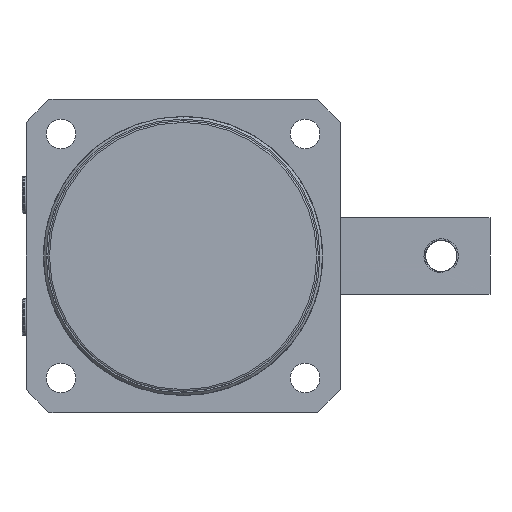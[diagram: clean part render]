
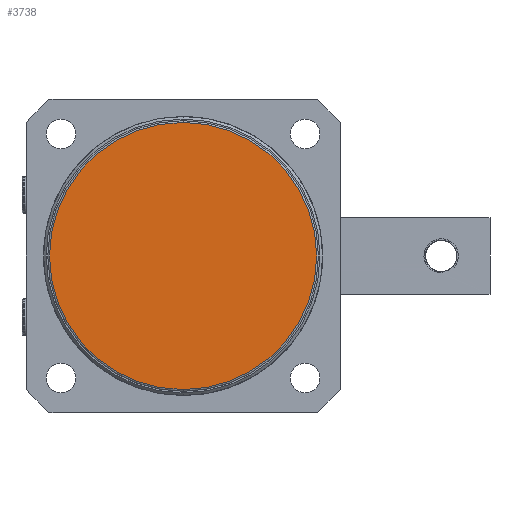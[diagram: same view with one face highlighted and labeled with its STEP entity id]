
A CAD part, front view. The second image highlights one B-rep face of the part: STEP entity #3738.
In plain terms, the highlighted planar face has unit normal (0, -1, 0).
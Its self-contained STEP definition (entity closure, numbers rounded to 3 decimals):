
#3738 = ADVANCED_FACE ( 'NONE', ( #40128 ), #18985, .T. ) ;
#4046 = CARTESIAN_POINT ( 'NONE',  ( 63.735, 9.559, -38.3 ) ) ;
#9641 = CARTESIAN_POINT ( 'NONE',  ( 63.735, 9.559, 0. ) ) ;
#10444 = VERTEX_POINT ( 'NONE', #4046 ) ;
#12698 = AXIS2_PLACEMENT_3D ( 'NONE', #9641, #31490, #12811 ) ;
#12811 = DIRECTION ( 'NONE',  ( 0., 0., 1. ) ) ;
#12846 = CARTESIAN_POINT ( 'NONE',  ( 63.735, 9.559, 0. ) ) ;
#13377 = ORIENTED_EDGE ( 'NONE', *, *, #23449, .F. ) ;
#13497 = AXIS2_PLACEMENT_3D ( 'NONE', #12846, #34689, #15944 ) ;
#15215 = CIRCLE ( 'NONE', #12698, 38.3 ) ;
#15944 = DIRECTION ( 'NONE',  ( 0., 0., 1. ) ) ;
#18822 = DIRECTION ( 'NONE',  ( 0., 0., -1. ) ) ;
#18851 = DIRECTION ( 'NONE',  ( 0., -1., 0. ) ) ;
#18985 = PLANE ( 'NONE',  #33984 ) ;
#19911 = CARTESIAN_POINT ( 'NONE',  ( 25.435, 9.559, 0. ) ) ;
#22831 = EDGE_CURVE ( 'NONE', #10444, #23393, #31319, .T. ) ;
#23393 = VERTEX_POINT ( 'NONE', #34517 ) ;
#23449 = EDGE_CURVE ( 'NONE', #23393, #10444, #15215, .T. ) ;
#27960 = EDGE_LOOP ( 'NONE', ( #13377, #36928 ) ) ;
#31319 = CIRCLE ( 'NONE', #13497, 38.3 ) ;
#31490 = DIRECTION ( 'NONE',  ( 0., 1., 0. ) ) ;
#33984 = AXIS2_PLACEMENT_3D ( 'NONE', #19911, #18851, #18822 ) ;
#34517 = CARTESIAN_POINT ( 'NONE',  ( 63.735, 9.559, 38.3 ) ) ;
#34689 = DIRECTION ( 'NONE',  ( 0., 1., 0. ) ) ;
#36928 = ORIENTED_EDGE ( 'NONE', *, *, #22831, .F. ) ;
#40128 = FACE_OUTER_BOUND ( 'NONE', #27960, .T. ) ;
